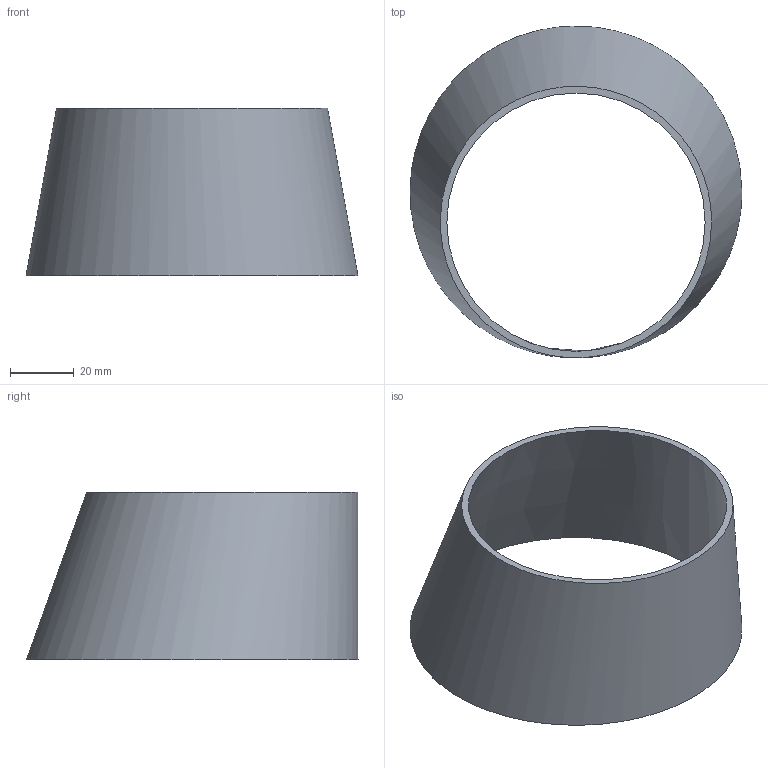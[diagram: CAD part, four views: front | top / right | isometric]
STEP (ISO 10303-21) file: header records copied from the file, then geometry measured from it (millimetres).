
FILE_DESCRIPTION((''),'2;1');
FILE_NAME('22225100X080.stp','2010-08-12T11:15:58',('thilbrands'),(''),'Autodesk Inventor 2008','Autodesk Inventor 2008','');
FILE_SCHEMA(('AUTOMOTIVE_DESIGN { 1 0 10303 214 1 1 1 1 }'));
Length unit declared in the file: millimetre
Products named in the file (1): 222250151010
Bounding box: 104.06 x 104.11 x 52.5 mm (x, y, z)
Volume: 31267.1 mm3; surface area: 32452.5 mm2
Topology: 1 solids, 1 shells, 4 faces, 6 edges, 4 vertices
Faces by surface type: bspline 2, plane 2
Entity records: 626 total; most frequent: CARTESIAN_POINT 533, ORIENTED_EDGE 12, DIRECTION 10, EDGE_CURVE 6, EDGE_LOOP 6, AXIS2_PLACEMENT_3D 5, VERTEX_POINT 4, B_SPLINE_CURVE_WITH_KNOTS 4
